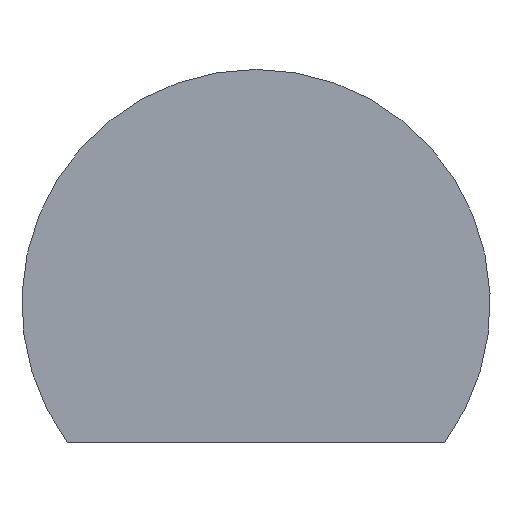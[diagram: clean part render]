
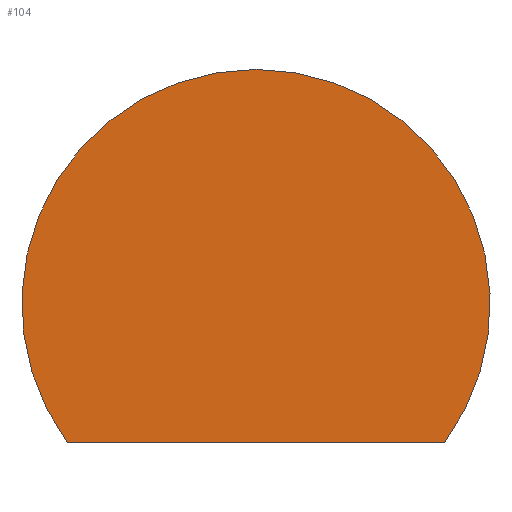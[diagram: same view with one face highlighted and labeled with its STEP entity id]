
A CAD part, front view. The second image highlights one B-rep face of the part: STEP entity #104.
In plain terms, the highlighted planar face has unit normal (0, -1, 0).
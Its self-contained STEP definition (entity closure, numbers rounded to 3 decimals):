
#1 = DIRECTION ( 'NONE',  ( -1., 0., 0. ) ) ;
#7 = ORIENTED_EDGE ( 'NONE', *, *, #13, .F. ) ;
#13 = EDGE_CURVE ( 'NONE', #129, #137, #107, .T. ) ;
#23 = CARTESIAN_POINT ( 'NONE',  ( 0., 0., 0. ) ) ;
#29 = EDGE_CURVE ( 'NONE', #137, #129, #143, .T. ) ;
#61 = DIRECTION ( 'NONE',  ( 0., 1., 0. ) ) ;
#64 = CARTESIAN_POINT ( 'NONE',  ( 0., 0., 0. ) ) ;
#65 = EDGE_LOOP ( 'NONE', ( #82, #7 ) ) ;
#74 = DIRECTION ( 'NONE',  ( 0., 0., 1. ) ) ;
#82 = ORIENTED_EDGE ( 'NONE', *, *, #29, .F. ) ;
#84 = VECTOR ( 'NONE', #1, 1000. ) ;
#88 = DIRECTION ( 'NONE',  ( 0., 1., 0. ) ) ;
#89 = CARTESIAN_POINT ( 'NONE',  ( -16.104, 0., -11.861 ) ) ;
#90 = CARTESIAN_POINT ( 'NONE',  ( 16.104, 0., -11.861 ) ) ;
#104 = ADVANCED_FACE ( 'NONE', ( #148 ), #128, .F. ) ;
#107 = CIRCLE ( 'NONE', #112, 20. ) ;
#112 = AXIS2_PLACEMENT_3D ( 'NONE', #23, #61, #74 ) ;
#118 = CARTESIAN_POINT ( 'NONE',  ( 0., 0., -11.861 ) ) ;
#122 = DIRECTION ( 'NONE',  ( 0., 0., 1. ) ) ;
#127 = AXIS2_PLACEMENT_3D ( 'NONE', #64, #88, #122 ) ;
#128 = PLANE ( 'NONE',  #127 ) ;
#129 = VERTEX_POINT ( 'NONE', #89 ) ;
#137 = VERTEX_POINT ( 'NONE', #90 ) ;
#143 = LINE ( 'NONE', #118, #84 ) ;
#148 = FACE_OUTER_BOUND ( 'NONE', #65, .T. ) ;
